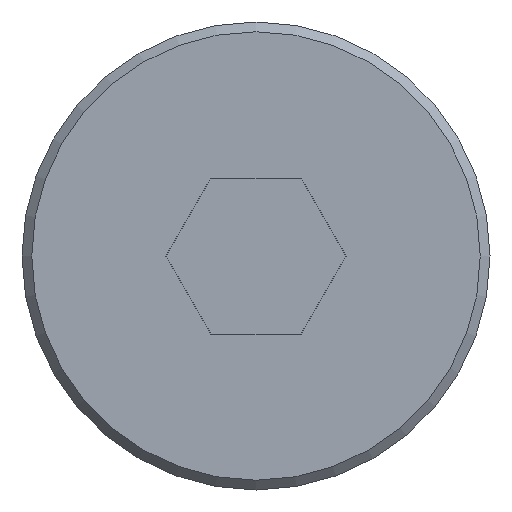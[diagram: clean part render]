
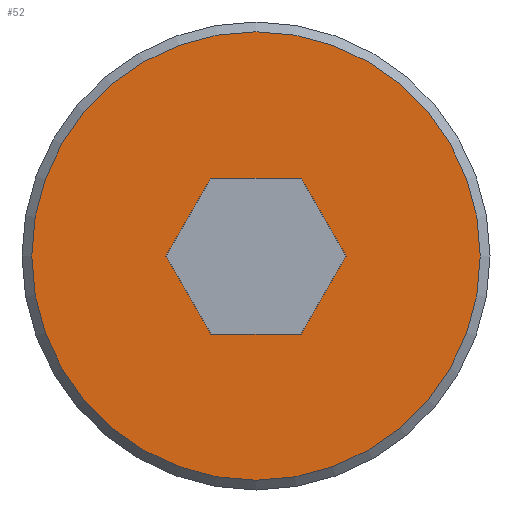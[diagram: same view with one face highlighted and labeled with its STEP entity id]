
A CAD part, left-side view. The second image highlights one B-rep face of the part: STEP entity #52.
In plain terms, the highlighted planar face has unit normal (-1, 0, 0).
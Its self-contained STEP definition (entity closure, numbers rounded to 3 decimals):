
#52 = ADVANCED_FACE( '', ( #118, #119 ), #120, .F. );
#118 = FACE_OUTER_BOUND( '', #205, .T. );
#119 = FACE_BOUND( '', #206, .T. );
#120 = PLANE( '', #207 );
#205 = EDGE_LOOP( '', ( #295 ) );
#206 = EDGE_LOOP( '', ( #296, #297, #298, #299, #300, #301 ) );
#207 = AXIS2_PLACEMENT_3D( '', #302, #303, #304 );
#295 = ORIENTED_EDGE( '', *, *, #437, .F. );
#296 = ORIENTED_EDGE( '', *, *, #438, .T. );
#297 = ORIENTED_EDGE( '', *, *, #439, .T. );
#298 = ORIENTED_EDGE( '', *, *, #440, .T. );
#299 = ORIENTED_EDGE( '', *, *, #441, .T. );
#300 = ORIENTED_EDGE( '', *, *, #430, .T. );
#301 = ORIENTED_EDGE( '', *, *, #442, .T. );
#302 = CARTESIAN_POINT( '', ( 0., 0., 0. ) );
#303 = DIRECTION( '', ( 1., 0., 0. ) );
#304 = DIRECTION( '', ( 0., 0., -1. ) );
#430 = EDGE_CURVE( '', #486, #487, #488, .T. );
#437 = EDGE_CURVE( '', #498, #498, #499, .T. );
#438 = EDGE_CURVE( '', #500, #501, #502, .T. );
#439 = EDGE_CURVE( '', #501, #503, #504, .T. );
#440 = EDGE_CURVE( '', #503, #505, #506, .T. );
#441 = EDGE_CURVE( '', #505, #486, #507, .T. );
#442 = EDGE_CURVE( '', #487, #500, #508, .T. );
#486 = VERTEX_POINT( '', #566 );
#487 = VERTEX_POINT( '', #567 );
#488 = LINE( '', #568, #569 );
#498 = VERTEX_POINT( '', #582 );
#499 = CIRCLE( '', #583, 11.5 );
#500 = VERTEX_POINT( '', #584 );
#501 = VERTEX_POINT( '', #585 );
#502 = LINE( '', #586, #587 );
#503 = VERTEX_POINT( '', #588 );
#504 = LINE( '', #589, #590 );
#505 = VERTEX_POINT( '', #591 );
#506 = LINE( '', #592, #593 );
#507 = LINE( '', #594, #595 );
#508 = LINE( '', #596, #597 );
#566 = CARTESIAN_POINT( '', ( 0., 2.309, -4. ) );
#567 = CARTESIAN_POINT( '', ( 0., 4.619, 0. ) );
#568 = CARTESIAN_POINT( '', ( 0., 2.309, -4. ) );
#569 = VECTOR( '', #664, 1000. );
#582 = CARTESIAN_POINT( '', ( 0., 0., -11.5 ) );
#583 = AXIS2_PLACEMENT_3D( '', #671, #672, #673 );
#584 = CARTESIAN_POINT( '', ( 0., 2.309, 4. ) );
#585 = CARTESIAN_POINT( '', ( 0., -2.309, 4. ) );
#586 = CARTESIAN_POINT( '', ( 0., 2.309, 4. ) );
#587 = VECTOR( '', #674, 1000. );
#588 = CARTESIAN_POINT( '', ( 0., -4.619, 0. ) );
#589 = CARTESIAN_POINT( '', ( 0., -2.309, 4. ) );
#590 = VECTOR( '', #675, 1000. );
#591 = CARTESIAN_POINT( '', ( 0., -2.309, -4. ) );
#592 = CARTESIAN_POINT( '', ( 0., -4.619, 0. ) );
#593 = VECTOR( '', #676, 1000. );
#594 = CARTESIAN_POINT( '', ( 0., -2.309, -4. ) );
#595 = VECTOR( '', #677, 1000. );
#596 = CARTESIAN_POINT( '', ( 0., 4.619, 0. ) );
#597 = VECTOR( '', #678, 1000. );
#664 = DIRECTION( '', ( 0., 0.5, 0.866 ) );
#671 = CARTESIAN_POINT( '', ( 0., 0., 0. ) );
#672 = DIRECTION( '', ( 1., 0., 0. ) );
#673 = DIRECTION( '', ( 0., 0., -1. ) );
#674 = DIRECTION( '', ( 0., -1., 0. ) );
#675 = DIRECTION( '', ( 0., -0.5, -0.866 ) );
#676 = DIRECTION( '', ( 0., 0.5, -0.866 ) );
#677 = DIRECTION( '', ( 0., 1., 0. ) );
#678 = DIRECTION( '', ( 0., -0.5, 0.866 ) );
